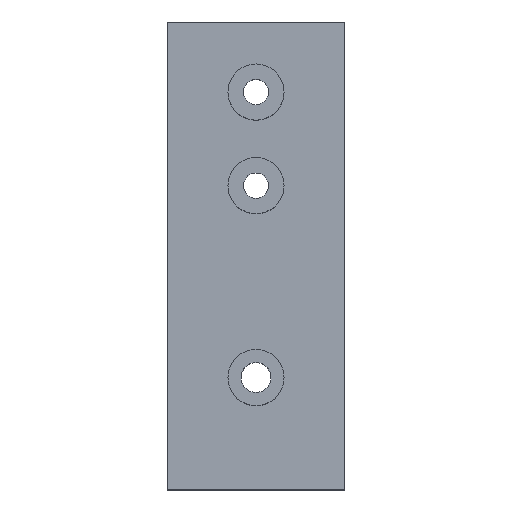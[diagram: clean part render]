
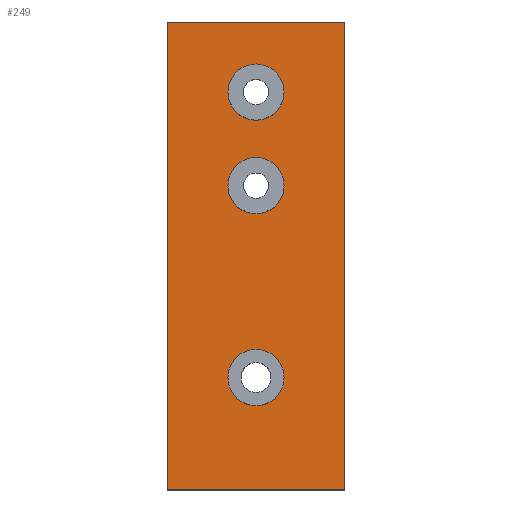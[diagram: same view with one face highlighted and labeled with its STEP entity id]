
A CAD part, top view. The second image highlights one B-rep face of the part: STEP entity #249.
In plain terms, the highlighted planar face has unit normal (0, 0, 1).
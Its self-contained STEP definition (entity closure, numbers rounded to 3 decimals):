
#18=FACE_BOUND('',#65,.T.);
#19=FACE_BOUND('',#66,.T.);
#20=FACE_BOUND('',#67,.T.);
#31=PLANE('',#290);
#46=FACE_OUTER_BOUND('',#64,.T.);
#64=EDGE_LOOP('',(#216,#217,#218,#219));
#65=EDGE_LOOP('',(#220));
#66=EDGE_LOOP('',(#221));
#67=EDGE_LOOP('',(#222));
#80=LINE('',#413,#98);
#83=LINE('',#419,#101);
#86=LINE('',#425,#104);
#89=LINE('',#429,#107);
#98=VECTOR('',#346,10.);
#101=VECTOR('',#351,10.);
#104=VECTOR('',#356,10.);
#107=VECTOR('',#361,10.);
#109=CIRCLE('',#267,6.);
#112=CIRCLE('',#272,6.);
#115=CIRCLE('',#277,6.);
#121=VERTEX_POINT('',#370);
#124=VERTEX_POINT('',#379);
#127=VERTEX_POINT('',#388);
#134=VERTEX_POINT('',#410);
#135=VERTEX_POINT('',#412);
#137=VERTEX_POINT('',#418);
#139=VERTEX_POINT('',#424);
#142=EDGE_CURVE('',#121,#121,#109,.T.);
#146=EDGE_CURVE('',#124,#124,#112,.T.);
#150=EDGE_CURVE('',#127,#127,#115,.T.);
#160=EDGE_CURVE('',#135,#134,#80,.T.);
#163=EDGE_CURVE('',#137,#135,#83,.T.);
#166=EDGE_CURVE('',#139,#137,#86,.T.);
#169=EDGE_CURVE('',#134,#139,#89,.T.);
#216=ORIENTED_EDGE('',*,*,#169,.T.);
#217=ORIENTED_EDGE('',*,*,#166,.T.);
#218=ORIENTED_EDGE('',*,*,#163,.T.);
#219=ORIENTED_EDGE('',*,*,#160,.T.);
#220=ORIENTED_EDGE('',*,*,#142,.T.);
#221=ORIENTED_EDGE('',*,*,#146,.T.);
#222=ORIENTED_EDGE('',*,*,#150,.T.);
#249=ADVANCED_FACE('',(#46,#18,#19,#20),#31,.T.);
#267=AXIS2_PLACEMENT_3D('',#372,#299,#300);
#272=AXIS2_PLACEMENT_3D('',#381,#310,#311);
#277=AXIS2_PLACEMENT_3D('',#390,#321,#322);
#290=AXIS2_PLACEMENT_3D('',#430,#362,#363);
#299=DIRECTION('center_axis',(0.,0.,-1.));
#300=DIRECTION('ref_axis',(-1.,0.,0.));
#310=DIRECTION('center_axis',(0.,0.,-1.));
#311=DIRECTION('ref_axis',(-1.,0.,0.));
#321=DIRECTION('center_axis',(0.,0.,-1.));
#322=DIRECTION('ref_axis',(-1.,0.,0.));
#346=DIRECTION('',(0.,-1.,0.));
#351=DIRECTION('',(-1.,0.,0.));
#356=DIRECTION('',(0.,1.,0.));
#361=DIRECTION('',(1.,0.,0.));
#362=DIRECTION('center_axis',(0.,0.,1.));
#363=DIRECTION('ref_axis',(-1.,0.,0.));
#370=CARTESIAN_POINT('',(429.,-187.,-66.));
#372=CARTESIAN_POINT('Origin',(423.,-187.,-66.));
#379=CARTESIAN_POINT('',(429.,-207.,-66.));
#381=CARTESIAN_POINT('Origin',(423.,-207.,-66.));
#388=CARTESIAN_POINT('',(429.,-248.,-66.));
#390=CARTESIAN_POINT('Origin',(423.,-248.,-66.));
#410=CARTESIAN_POINT('',(404.,-272.,-66.));
#412=CARTESIAN_POINT('',(404.,-172.,-66.));
#413=CARTESIAN_POINT('',(404.,-272.,-66.));
#418=CARTESIAN_POINT('',(442.,-172.,-66.));
#419=CARTESIAN_POINT('',(404.,-172.,-66.));
#424=CARTESIAN_POINT('',(442.,-272.,-66.));
#425=CARTESIAN_POINT('',(442.,-272.,-66.));
#429=CARTESIAN_POINT('',(-442.,-272.,-66.));
#430=CARTESIAN_POINT('Origin',(423.,-222.,-66.));
